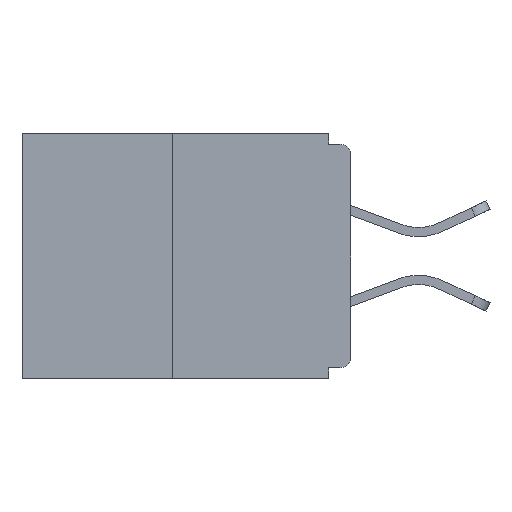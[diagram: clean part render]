
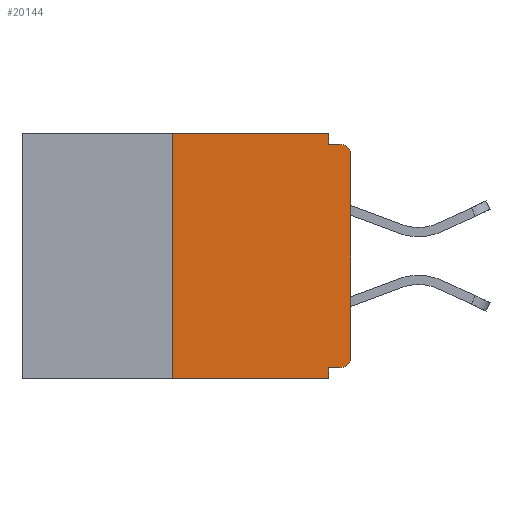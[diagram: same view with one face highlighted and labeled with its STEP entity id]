
A CAD part, left-side view. The second image highlights one B-rep face of the part: STEP entity #20144.
In plain terms, the highlighted planar face has unit normal (-1, 0, 0).
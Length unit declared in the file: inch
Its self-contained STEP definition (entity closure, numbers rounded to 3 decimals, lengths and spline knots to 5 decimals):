
#372 = ORIENTED_EDGE ( 'NONE', *, *, #19073, .T. ) ;
#1214 = CARTESIAN_POINT ( 'NONE',  ( 0., 0.46, 0. ) ) ;
#1300 = VERTEX_POINT ( 'NONE', #2618 ) ;
#1551 = VERTEX_POINT ( 'NONE', #27396 ) ;
#1792 = VERTEX_POINT ( 'NONE', #25523 ) ;
#1991 = DIRECTION ( 'NONE',  ( 0., 0., 1. ) ) ;
#2530 = CIRCLE ( 'NONE', #25179, 0.015 ) ;
#2618 = CARTESIAN_POINT ( 'NONE',  ( 0., 0.031, -0.328 ) ) ;
#2734 = DIRECTION ( 'NONE',  ( 0., 0., -1. ) ) ;
#2753 = AXIS2_PLACEMENT_3D ( 'NONE', #1214, #28372, #23919 ) ;
#3341 = PLANE ( 'NONE',  #2753 ) ;
#4418 = LINE ( 'NONE', #27050, #11865 ) ;
#4606 = CARTESIAN_POINT ( 'NONE',  ( 0., 0.031, 0. ) ) ;
#4801 = FACE_OUTER_BOUND ( 'NONE', #12436, .T. ) ;
#5666 = VERTEX_POINT ( 'NONE', #17852 ) ;
#5766 = EDGE_CURVE ( 'NONE', #1792, #15169, #4418, .T. ) ;
#5936 = CARTESIAN_POINT ( 'NONE',  ( 0., 0., -0.328 ) ) ;
#5943 = VECTOR ( 'NONE', #11326, 39.37008 ) ;
#6332 = DIRECTION ( 'NONE',  ( 0., -1., 0. ) ) ;
#7259 = ORIENTED_EDGE ( 'NONE', *, *, #8540, .F. ) ;
#7380 = VECTOR ( 'NONE', #20452, 39.37008 ) ;
#7654 = VERTEX_POINT ( 'NONE', #29366 ) ;
#7665 = AXIS2_PLACEMENT_3D ( 'NONE', #20764, #23035, #2734 ) ;
#8265 = EDGE_CURVE ( 'NONE', #26343, #1551, #21261, .T. ) ;
#8454 = CARTESIAN_POINT ( 'NONE',  ( 0., 0.46, -0.343 ) ) ;
#8537 = VECTOR ( 'NONE', #9897, 39.37008 ) ;
#8540 = EDGE_CURVE ( 'NONE', #13739, #26343, #15927, .T. ) ;
#8654 = CARTESIAN_POINT ( 'NONE',  ( 0., 0.015, -0.328 ) ) ;
#8949 = ORIENTED_EDGE ( 'NONE', *, *, #18312, .F. ) ;
#9897 = DIRECTION ( 'NONE',  ( 0., 0., -1. ) ) ;
#10532 = CARTESIAN_POINT ( 'NONE',  ( 0., 0., -0.03 ) ) ;
#10928 = DIRECTION ( 'NONE',  ( 0., -1., 0. ) ) ;
#11326 = DIRECTION ( 'NONE',  ( 0., 0., -1. ) ) ;
#11359 = CARTESIAN_POINT ( 'NONE',  ( 0., 0.015, -0.313 ) ) ;
#11865 = VECTOR ( 'NONE', #1991, 39.37008 ) ;
#12154 = CARTESIAN_POINT ( 'NONE',  ( 0., 0.031, -0.343 ) ) ;
#12436 = EDGE_LOOP ( 'NONE', ( #14744, #7259, #372, #16529, #27439, #21015, #19855, #23457, #17890, #8949 ) ) ;
#12765 = VECTOR ( 'NONE', #6332, 39.37008 ) ;
#13060 = CARTESIAN_POINT ( 'NONE',  ( 0., 0., -0.015 ) ) ;
#13739 = VERTEX_POINT ( 'NONE', #20589 ) ;
#14129 = VECTOR ( 'NONE', #22151, 39.37008 ) ;
#14587 = VERTEX_POINT ( 'NONE', #21723 ) ;
#14744 = ORIENTED_EDGE ( 'NONE', *, *, #8265, .F. ) ;
#15169 = VERTEX_POINT ( 'NONE', #10532 ) ;
#15731 = EDGE_CURVE ( 'NONE', #18201, #1792, #2530, .T. ) ;
#15927 = LINE ( 'NONE', #18269, #7380 ) ;
#16082 = DIRECTION ( 'NONE',  ( -1., 0., 0. ) ) ;
#16529 = ORIENTED_EDGE ( 'NONE', *, *, #24482, .F. ) ;
#16686 = CARTESIAN_POINT ( 'NONE',  ( 0., 0.46, 0. ) ) ;
#16847 = EDGE_CURVE ( 'NONE', #7654, #14587, #19457, .T. ) ;
#17717 = LINE ( 'NONE', #12154, #8537 ) ;
#17852 = CARTESIAN_POINT ( 'NONE',  ( 0., 0.031, -0.343 ) ) ;
#17890 = ORIENTED_EDGE ( 'NONE', *, *, #16847, .F. ) ;
#18201 = VERTEX_POINT ( 'NONE', #8654 ) ;
#18269 = CARTESIAN_POINT ( 'NONE',  ( 0., 0.25, 0. ) ) ;
#18312 = EDGE_CURVE ( 'NONE', #1551, #7654, #25400, .T. ) ;
#18639 = VECTOR ( 'NONE', #10928, 39.37008 ) ;
#19073 = EDGE_CURVE ( 'NONE', #13739, #5666, #24997, .T. ) ;
#19457 = LINE ( 'NONE', #13060, #14129 ) ;
#19501 = VECTOR ( 'NONE', #21725, 39.37008 ) ;
#19855 = ORIENTED_EDGE ( 'NONE', *, *, #5766, .T. ) ;
#20144 = ADVANCED_FACE ( 'NONE', ( #4801 ), #3341, .F. ) ;
#20452 = DIRECTION ( 'NONE',  ( 0., 0., 1. ) ) ;
#20589 = CARTESIAN_POINT ( 'NONE',  ( 0., 0.25, -0.343 ) ) ;
#20764 = CARTESIAN_POINT ( 'NONE',  ( 0., 0.015, -0.03 ) ) ;
#21015 = ORIENTED_EDGE ( 'NONE', *, *, #15731, .T. ) ;
#21261 = LINE ( 'NONE', #16686, #12765 ) ;
#21723 = CARTESIAN_POINT ( 'NONE',  ( 0., 0.015, -0.015 ) ) ;
#21725 = DIRECTION ( 'NONE',  ( 0., 1., 0. ) ) ;
#22151 = DIRECTION ( 'NONE',  ( 0., -1., 0. ) ) ;
#22679 = LINE ( 'NONE', #5936, #19501 ) ;
#23035 = DIRECTION ( 'NONE',  ( -1., 0., 0. ) ) ;
#23457 = ORIENTED_EDGE ( 'NONE', *, *, #26503, .T. ) ;
#23919 = DIRECTION ( 'NONE',  ( 0., 0., -1. ) ) ;
#24482 = EDGE_CURVE ( 'NONE', #1300, #5666, #17717, .T. ) ;
#24812 = EDGE_CURVE ( 'NONE', #18201, #1300, #22679, .T. ) ;
#24815 = CARTESIAN_POINT ( 'NONE',  ( 0., 0.25, 0. ) ) ;
#24997 = LINE ( 'NONE', #8454, #18639 ) ;
#25179 = AXIS2_PLACEMENT_3D ( 'NONE', #11359, #16082, #27375 ) ;
#25400 = LINE ( 'NONE', #4606, #5943 ) ;
#25523 = CARTESIAN_POINT ( 'NONE',  ( 0., 0., -0.313 ) ) ;
#26343 = VERTEX_POINT ( 'NONE', #24815 ) ;
#26503 = EDGE_CURVE ( 'NONE', #15169, #14587, #26853, .T. ) ;
#26853 = CIRCLE ( 'NONE', #7665, 0.015 ) ;
#27050 = CARTESIAN_POINT ( 'NONE',  ( 0., 0., 0. ) ) ;
#27375 = DIRECTION ( 'NONE',  ( 0., 0., -1. ) ) ;
#27396 = CARTESIAN_POINT ( 'NONE',  ( 0., 0.031, 0. ) ) ;
#27439 = ORIENTED_EDGE ( 'NONE', *, *, #24812, .F. ) ;
#28372 = DIRECTION ( 'NONE',  ( 1., 0., 0. ) ) ;
#29366 = CARTESIAN_POINT ( 'NONE',  ( 0., 0.031, -0.015 ) ) ;
